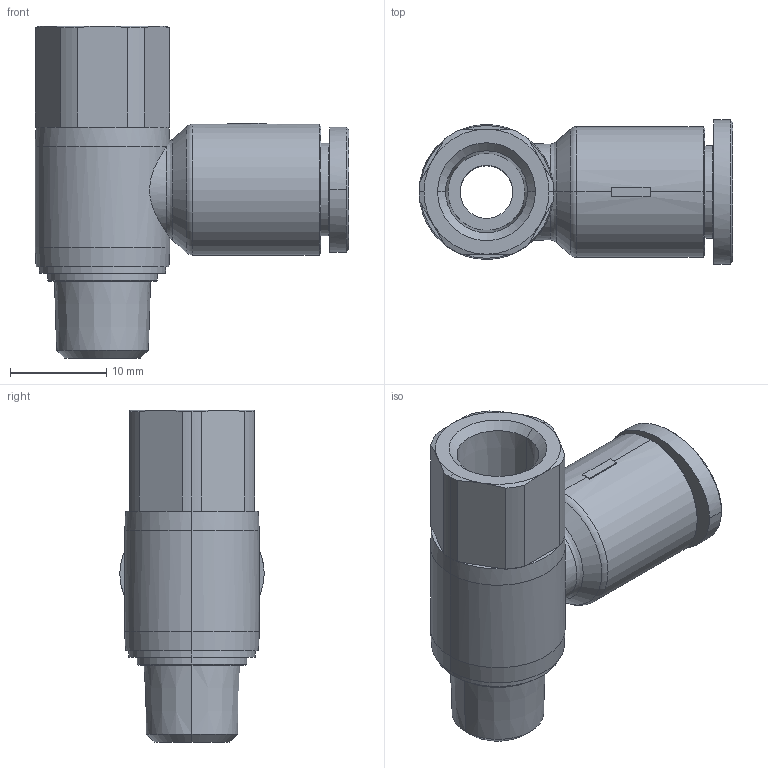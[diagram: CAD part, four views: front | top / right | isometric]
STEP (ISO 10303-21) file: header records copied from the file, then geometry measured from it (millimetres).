
FILE_DESCRIPTION((''),'2;1');
FILE_NAME('GPHF_0801-01(3D).stp','2012-12-20T16:34:57',(''),(''),'Mechanical Desktop.R8.0.24.0','Mechanical Desktop.R8.0.24.0',', , ');
FILE_SCHEMA(('CONFIG_CONTROL_DESIGN'));
Length unit declared in the file: millimetre
Products named in the file (2): GPHF_0801-01(3D); 睡ヶ1
Assembly tree (1 placements, depth 2):
  GPHF_0801-01(3D)
    睡ヶ1
Bounding box: 32.6 x 15 x 34.5 mm (x, y, z)
Volume: 5063.6 mm3; surface area: 3776.9 mm2
Topology: 1 solids, 1 shells, 464 faces, 1273 edges, 834 vertices
Faces by surface type: plane 366, cylinder 33, cone 32, bspline 31, torus 2
Entity records: 15429 total; most frequent: CARTESIAN_POINT 3552, ORIENTED_EDGE 2546, DIRECTION 2295, EDGE_CURVE 1273, VECTOR 1071, LINE 1071, VERTEX_POINT 834, AXIS2_PLACEMENT_3D 612
